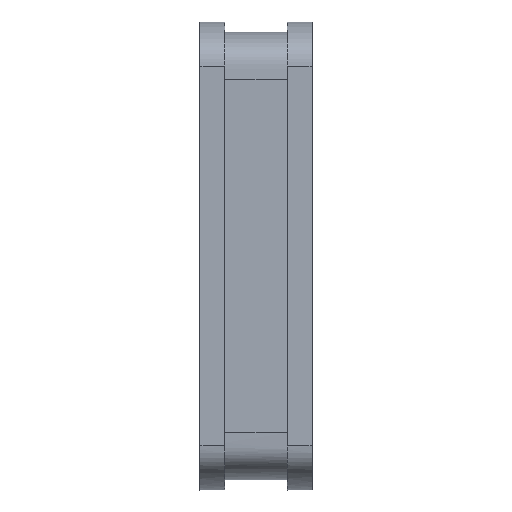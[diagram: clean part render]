
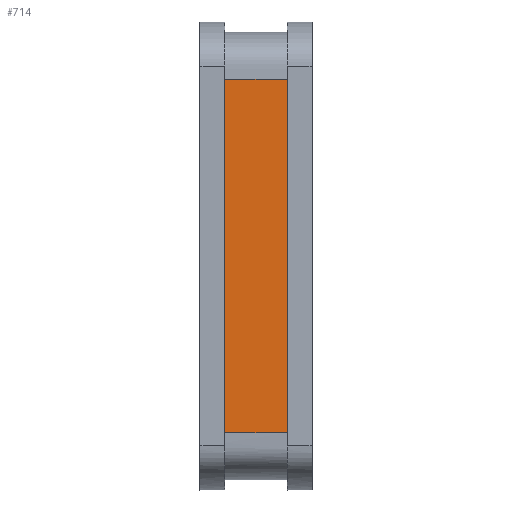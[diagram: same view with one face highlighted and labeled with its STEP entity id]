
A CAD part, front view. The second image highlights one B-rep face of the part: STEP entity #714.
In plain terms, the highlighted planar face has unit normal (0, -1, 0).
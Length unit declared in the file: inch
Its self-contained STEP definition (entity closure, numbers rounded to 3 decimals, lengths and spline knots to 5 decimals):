
#35=PLANE('',#809);
#68=FACE_OUTER_BOUND('',#108,.T.);
#108=EDGE_LOOP('',(#513,#514,#515,#516));
#148=LINE('',#1328,#188);
#149=LINE('',#1331,#189);
#150=LINE('',#1333,#190);
#151=LINE('',#1334,#191);
#188=VECTOR('',#973,0.3937);
#189=VECTOR('',#976,0.3937);
#190=VECTOR('',#977,0.3937);
#191=VECTOR('',#978,0.3937);
#303=VERTEX_POINT('',#1266);
#304=VERTEX_POINT('',#1297);
#305=VERTEX_POINT('',#1330);
#306=VERTEX_POINT('',#1332);
#390=EDGE_CURVE('',#303,#304,#148,.T.);
#391=EDGE_CURVE('',#305,#303,#149,.T.);
#392=EDGE_CURVE('',#306,#304,#150,.T.);
#393=EDGE_CURVE('',#305,#306,#151,.T.);
#513=ORIENTED_EDGE('',*,*,#391,.T.);
#514=ORIENTED_EDGE('',*,*,#390,.T.);
#515=ORIENTED_EDGE('',*,*,#392,.F.);
#516=ORIENTED_EDGE('',*,*,#393,.F.);
#714=ADVANCED_FACE('',(#68),#35,.T.);
#809=AXIS2_PLACEMENT_3D('',#1329,#974,#975);
#973=DIRECTION('',(1.,0.,0.));
#974=DIRECTION('center_axis',(0.,-1.,0.));
#975=DIRECTION('ref_axis',(0.,0.,-1.));
#976=DIRECTION('',(0.,0.,-1.));
#977=DIRECTION('',(0.,0.,-1.));
#978=DIRECTION('',(1.,0.,0.));
#1266=CARTESIAN_POINT('',(0.,-0.30247,-0.51472));
#1297=CARTESIAN_POINT('',(0.125,-0.30247,-0.51472));
#1328=CARTESIAN_POINT('',(0.,-0.30247,-0.51472));
#1329=CARTESIAN_POINT('Origin',(0.,-0.30247,0.19472));
#1330=CARTESIAN_POINT('',(0.,-0.30247,0.19472));
#1331=CARTESIAN_POINT('',(0.,-0.30247,0.19472));
#1332=CARTESIAN_POINT('',(0.125,-0.30247,0.19472));
#1333=CARTESIAN_POINT('',(0.125,-0.30247,0.19472));
#1334=CARTESIAN_POINT('',(0.,-0.30247,0.19472));
